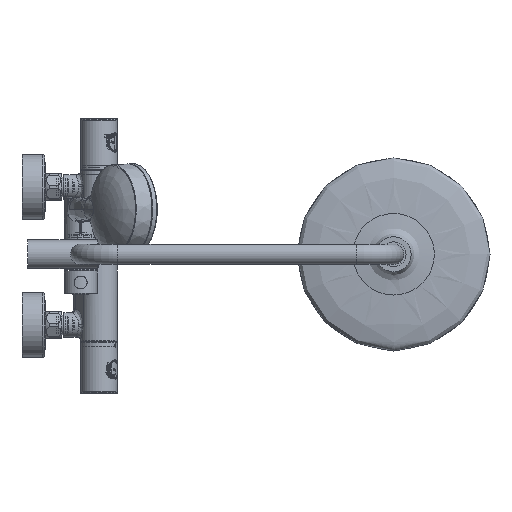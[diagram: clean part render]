
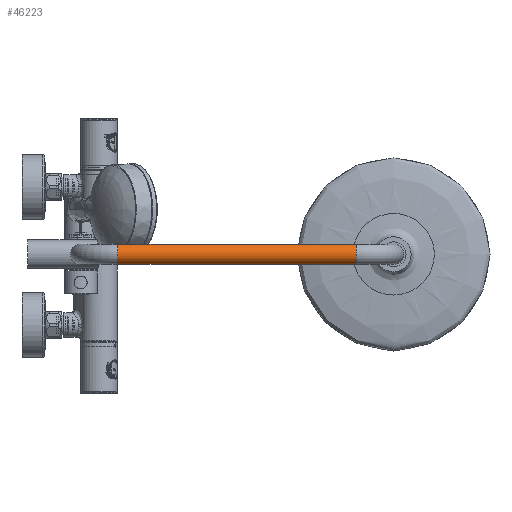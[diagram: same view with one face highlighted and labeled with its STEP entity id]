
A CAD part, top view. The second image highlights one B-rep face of the part: STEP entity #46223.
In plain terms, the highlighted cylindrical face has radius 11 mm (diameter 22 mm), a full revolution.
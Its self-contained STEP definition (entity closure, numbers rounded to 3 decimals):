
#13235=ORIENTED_EDGE('',*,*,#23271,.T.);
#13236=ORIENTED_EDGE('',*,*,#23272,.F.);
#23271=EDGE_CURVE('',#29452,#29452,#31724,.F.);
#23272=EDGE_CURVE('',#29453,#29453,#31725,.F.);
#29452=VERTEX_POINT('',#81051);
#29453=VERTEX_POINT('',#81054);
#31724=CIRCLE('',#48310,11.);
#31725=CIRCLE('',#48312,11.);
#33641=EDGE_LOOP('',(#13235));
#33642=EDGE_LOOP('',(#13236));
#36268=FACE_BOUND('',#33641,.T.);
#36269=FACE_BOUND('',#33642,.T.);
#38389=CYLINDRICAL_SURFACE('',#48311,11.);
#46223=ADVANCED_FACE('',(#36268,#36269),#38389,.T.);
#48310=AXIS2_PLACEMENT_3D('',#81050,#51535,#51536);
#48311=AXIS2_PLACEMENT_3D('',#81052,#51537,#51538);
#48312=AXIS2_PLACEMENT_3D('',#81053,#51539,#51540);
#51535=DIRECTION('',(1.,0.,0.));
#51536=DIRECTION('',(0.,0.,1.));
#51537=DIRECTION('',(1.,0.,0.));
#51538=DIRECTION('',(0.,0.,-1.));
#51539=DIRECTION('',(1.,0.,0.));
#51540=DIRECTION('',(0.,0.,1.));
#81050=CARTESIAN_POINT('',(299.5,0.,1110.));
#81051=CARTESIAN_POINT('',(299.5,0.,1121.));
#81052=CARTESIAN_POINT('',(40.5,0.,1110.));
#81053=CARTESIAN_POINT('',(40.5,0.,1110.));
#81054=CARTESIAN_POINT('',(40.5,0.,1121.));
